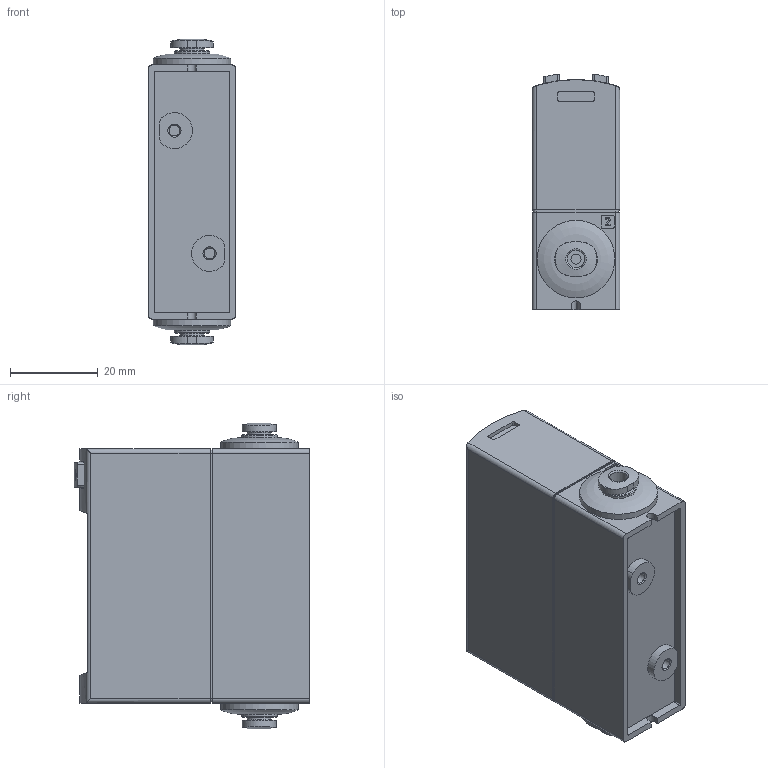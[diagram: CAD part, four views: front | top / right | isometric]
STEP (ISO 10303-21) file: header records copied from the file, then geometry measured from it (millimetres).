
FILE_DESCRIPTION(/* description */ ('STEP AP214'),/* implementation_level */ '2;1');
FILE_NAME(/* name */ '8058463_SFAH-0_5U-Q4S-PNLK-PNVBA-L1',/* time_stamp */ '2024-09-15T01:19:51+02:00',/* author */ ('License CC BY-ND 4.0'),/* organization */ ('CADENAS'),/* preprocessor_version */ 'ST-DEVELOPER v19.3',/* originating_system */ 'PARTsolutions',/* authorisation */ ' ');
FILE_SCHEMA (('AUTOMOTIVE_DESIGN {1 0 10303 214 3 1 1}'));
Length unit declared in the file: millimetre
Products named in the file (3): 8058463 SFAH-0.5U-Q4S-PNLK-PNVBA-L1; 8035300 SFAH-0.5U-Q4S-PNLK-PNVBA-L1_h; 132081 QSPK18-4-100
Assembly tree (3 placements, depth 2):
  8058463 SFAH-0.5U-Q4S-PNLK-PNVBA-L1
    8035300 SFAH-0.5U-Q4S-PNLK-PNVBA-L1_h
    132081 QSPK18-4-100  x2
Bounding box: 20 x 53.69 x 69.69 mm (x, y, z)
Volume: 57845.1 mm3; surface area: 15072 mm2
Topology: 3 solids, 3 shells, 386 faces, 994 edges, 655 vertices
Faces by surface type: plane 245, cylinder 118, torus 13, cone 10
Full cylindrical faces by diameter (mm): 2.3 x2, 2.459 x2, 3.72 x1, 4 x2, 4.1 x1, 5.4 x2, 8.08 x2, 13.15 x2, 14 x6, 14.95 x4, 15 x2, 17.7 x2
Entity records: 13248 total; most frequent: CARTESIAN_POINT 1985, DIRECTION 1796, ORIENTED_EDGE 1780, EDGE_CURVE 890, LINE 620, VECTOR 620, VERTEX_POINT 606, AXIS2_PLACEMENT_3D 588
